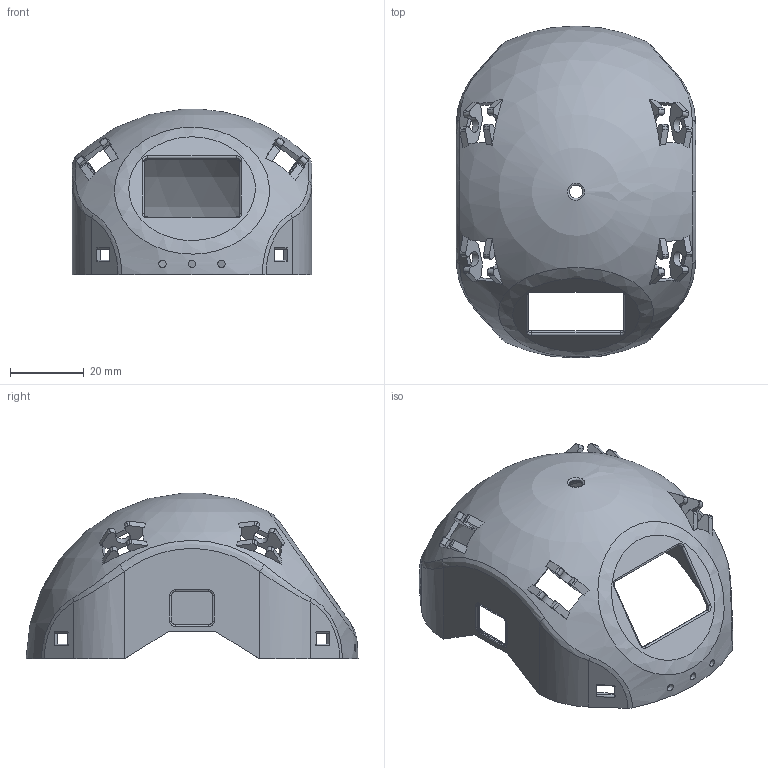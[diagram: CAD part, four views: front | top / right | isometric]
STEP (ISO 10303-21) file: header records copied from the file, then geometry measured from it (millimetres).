
FILE_DESCRIPTION(('FreeCAD Model'),'2;1');
FILE_NAME('Open CASCADE Shape Model','2025-05-03T07:11:26',(''),(''), 'Open CASCADE STEP processor 7.6','FreeCAD','Unknown');
FILE_SCHEMA(('AUTOMOTIVE_DESIGN { 1 0 10303 214 1 1 1 1 }'));
Length unit declared in the file: millimetre
Products named in the file (1): cover_t002
Bounding box: 64.89 x 90.02 x 44.95 mm (x, y, z)
Surface area: 22043.9 mm2 (no closed solid volume)
Topology: 0 solids, 1 shells, 302 faces, 914 edges, 598 vertices
Faces by surface type: plane 162, cylinder 84, bspline 42, torus 12, sphere 2
Full cylindrical faces by diameter (mm): 2 x3, 3.6 x1
Entity records: 15526 total; most frequent: CARTESIAN_POINT 7507, ORIENTED_EDGE 1812, DIRECTION 1598, EDGE_CURVE 914, AXIS2_PLACEMENT_3D 607, VERTEX_POINT 598, LINE 384, VECTOR 384
